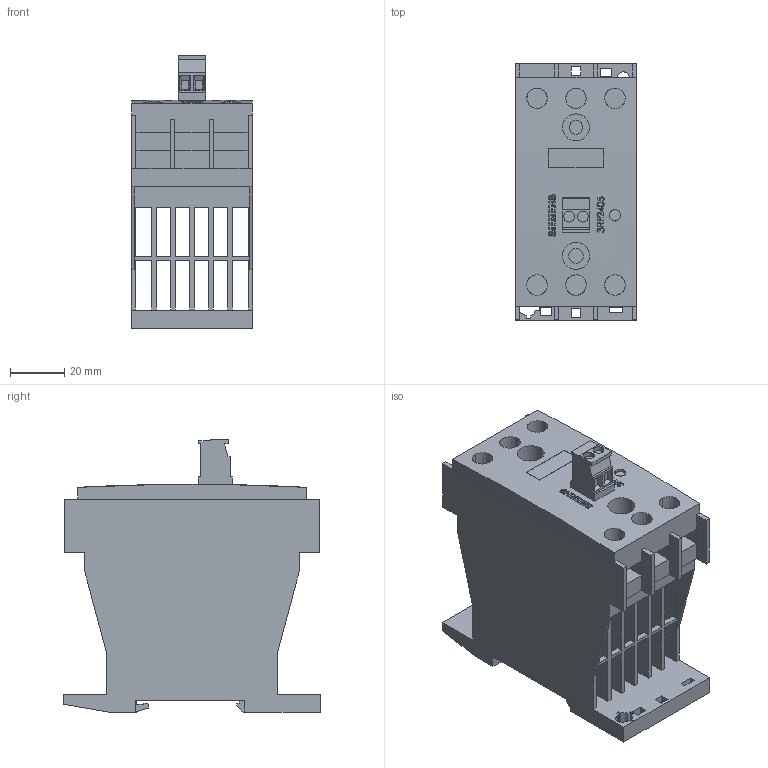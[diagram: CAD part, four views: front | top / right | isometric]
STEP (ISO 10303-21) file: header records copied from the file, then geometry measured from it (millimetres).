
FILE_DESCRIPTION (( 'STEP AP214' ), '1' );
FILE_NAME ('z_5353850_01_000_.STEP', '2006-04-10T06:38:04', ( 'Katarina Christall' ), ( 'TW' ), 'SwSTEP 2.0', 'SolidWorks 2006052', '' );
FILE_SCHEMA (( 'AUTOMOTIVE_DESIGN' ));
Length unit declared in the file: millimetre
Products named in the file (1): z_5353850_01_000_
Bounding box: 44.8 x 94.8 x 100.65 mm (x, y, z)
Volume: 178225.3 mm3; surface area: 70493.2 mm2
Topology: 1 solids, 1 shells, 515 faces, 1453 edges, 968 vertices
Faces by surface type: plane 361, bspline 90, cylinder 64
Entity records: 27366 total; most frequent: CARTESIAN_POINT 11229, ORIENTED_EDGE 2906, DIRECTION 2168, EDGE_CURVE 1453, VERTEX_POINT 968, VECTOR 956, LINE 956, AXIS2_PLACEMENT_3D 606
